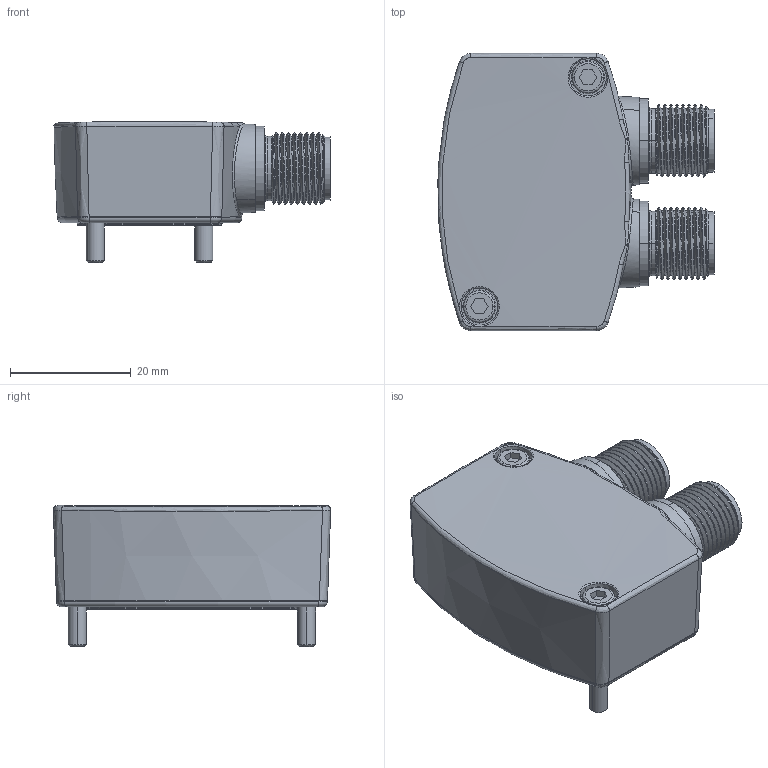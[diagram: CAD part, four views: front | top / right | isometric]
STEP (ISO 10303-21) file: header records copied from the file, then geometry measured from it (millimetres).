
FILE_DESCRIPTION((''),'2;1');
FILE_NAME('216563_ASM','2020-03-11T14:27:09',('PDMAdmin'),('BANNER ENGINEERING'),'CREO PARAMETRIC BY PTC INC, 2019292','CREO PARAMETRIC BY PTC INC, 2019292','');
FILE_SCHEMA(('CONFIG_CONTROL_DESIGN'));
Length unit declared in the file: millimetre
Products named in the file (3): AP015548_00; SF001025_05_ASM; 216563_ASM
Assembly tree (2 placements, depth 3):
  216563_ASM
    SF001025_05_ASM
      AP015548_00
Bounding box: 45.78 x 45.98 x 23.39 mm (x, y, z)
Volume: 22115.7 mm3; surface area: 8721.6 mm2
Topology: 1 solids, 3 shells, 532 faces, 1322 edges, 820 vertices
Faces by surface type: cylinder 175, plane 157, cone 77, torus 76, bspline 45, sphere 2
Entity records: 24061 total; most frequent: CARTESIAN_POINT 11738, ORIENTED_EDGE 2638, DIRECTION 2455, EDGE_CURVE 1319, AXIS2_PLACEMENT_3D 942, VERTEX_POINT 820, VECTOR 571, LINE 571
